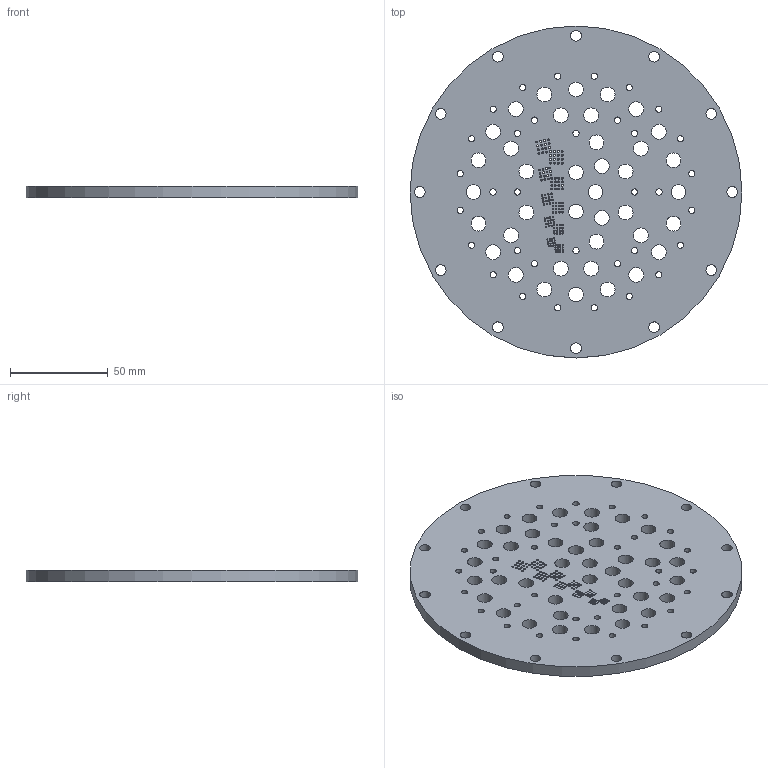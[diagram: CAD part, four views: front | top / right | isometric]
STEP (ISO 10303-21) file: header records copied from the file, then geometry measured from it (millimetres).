
FILE_DESCRIPTION(/* description */ (''),/* implementation_level */ '2;1');
FILE_NAME(/* name */ 'DiscMiddle.step',/* time_stamp */ '2020-10-22T10:10:13+11:00',/* author */ (''),/* organization */ (''),/* preprocessor_version */ 'ST-DEVELOPER v18.1',/* originating_system */ 'Autodesk Translation Framework v9.3.0.1241',/* authorisation */ '');
FILE_SCHEMA (('AUTOMOTIVE_DESIGN { 1 0 10303 214 3 1 1 }'));
Length unit declared in the file: millimetre
Products named in the file (1): DiscMiddle
Bounding box: 170 x 170 x 6 mm (x, y, z)
Volume: 121739.4 mm3; surface area: 55003.5 mm2
Topology: 1 solids, 1 shells, 243 faces, 723 edges, 482 vertices
Faces by surface type: cylinder 241, plane 2
Full cylindrical faces by diameter (mm): 0.6 x31, 0.7 x31, 0.8 x31, 0.9 x31, 1 x31, 3.2 x34, 5.5 x12, 7.6 x39, 170 x1
Entity records: 9452 total; most frequent: DIRECTION 1693, CARTESIAN_POINT 1449, ORIENTED_EDGE 1446, AXIS2_PLACEMENT_3D 726, EDGE_LOOP 723, EDGE_CURVE 723, CIRCLE 482, VERTEX_POINT 482
